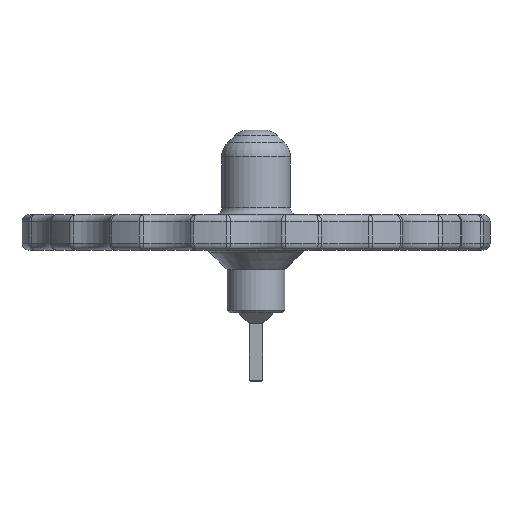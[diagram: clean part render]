
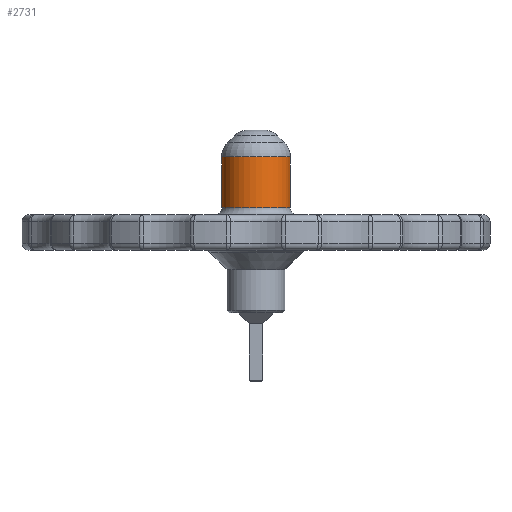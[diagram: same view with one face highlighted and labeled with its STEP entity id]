
A CAD part, front view. The second image highlights one B-rep face of the part: STEP entity #2731.
In plain terms, the highlighted cylindrical face has radius 1.75 mm (diameter 3.5 mm), a full revolution.
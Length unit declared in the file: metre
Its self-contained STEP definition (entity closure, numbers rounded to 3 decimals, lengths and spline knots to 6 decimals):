
#234=CIRCLE('',#3032,0.00175);
#235=CIRCLE('',#3034,0.00175);
#660=ORIENTED_EDGE('',*,*,#1469,.T.);
#661=ORIENTED_EDGE('',*,*,#1470,.T.);
#1469=EDGE_CURVE('',#1880,#1880,#234,.F.);
#1470=EDGE_CURVE('',#1881,#1881,#235,.T.);
#1880=VERTEX_POINT('',#4949);
#1881=VERTEX_POINT('',#4952);
#2214=EDGE_LOOP('',(#660));
#2215=EDGE_LOOP('',(#661));
#2444=FACE_BOUND('',#2214,.T.);
#2445=FACE_BOUND('',#2215,.T.);
#2643=CYLINDRICAL_SURFACE('',#3033,0.00175);
#2731=ADVANCED_FACE('',(#2444,#2445),#2643,.T.);
#3032=AXIS2_PLACEMENT_3D('',#4948,#3749,#3750);
#3033=AXIS2_PLACEMENT_3D('',#4950,#3751,#3752);
#3034=AXIS2_PLACEMENT_3D('',#4951,#3753,#3754);
#3749=DIRECTION('',(0.,0.,1.));
#3750=DIRECTION('',(1.,0.,0.));
#3751=DIRECTION('',(0.,0.,-1.));
#3752=DIRECTION('',(-1.,0.,0.));
#3753=DIRECTION('',(0.,0.,1.));
#3754=DIRECTION('',(1.,0.,0.));
#4948=CARTESIAN_POINT('',(-0.030168,-0.040381,0.014145));
#4949=CARTESIAN_POINT('',(-0.028418,-0.040381,0.014145));
#4950=CARTESIAN_POINT('',(-0.030168,-0.040381,0.018927));
#4951=CARTESIAN_POINT('',(-0.030168,-0.040381,0.01155));
#4952=CARTESIAN_POINT('',(-0.028418,-0.040381,0.01155));
